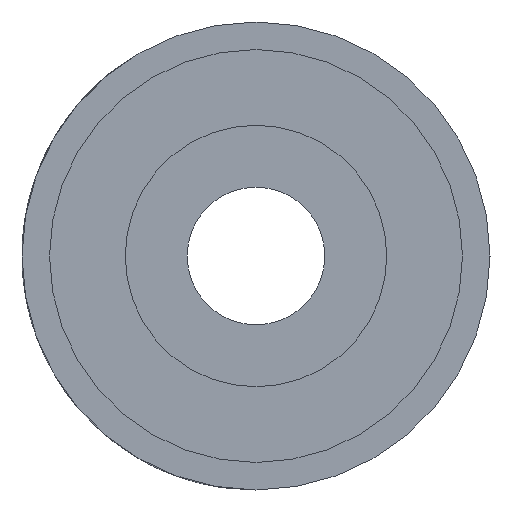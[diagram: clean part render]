
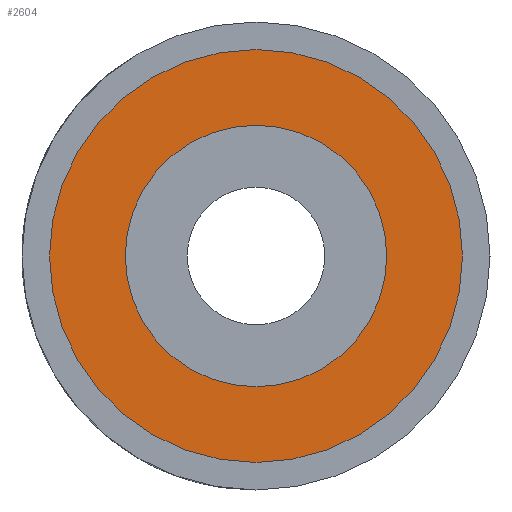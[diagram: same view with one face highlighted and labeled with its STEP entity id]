
A CAD part, left-side view. The second image highlights one B-rep face of the part: STEP entity #2604.
In plain terms, the highlighted planar face has unit normal (-1, 0, 0).
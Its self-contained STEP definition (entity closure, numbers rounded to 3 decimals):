
#28 = AXIS2_PLACEMENT_3D ( 'NONE', #5340, #1105, #3384 ) ;
#139 = FACE_BOUND ( 'NONE', #5380, .T. ) ;
#603 = DIRECTION ( 'NONE',  ( 0., 0., -1. ) ) ;
#959 = CIRCLE ( 'NONE', #6383, 7.5 ) ;
#1105 = DIRECTION ( 'NONE',  ( 1., 0., 0. ) ) ;
#1136 = ORIENTED_EDGE ( 'NONE', *, *, #1742, .T. ) ;
#1443 = ORIENTED_EDGE ( 'NONE', *, *, #6641, .T. ) ;
#1742 = EDGE_CURVE ( 'NONE', #4788, #2307, #4205, .T. ) ;
#1774 = CARTESIAN_POINT ( 'NONE',  ( 0., 0., 4.75 ) ) ;
#1848 = DIRECTION ( 'NONE',  ( 0., 0., 1. ) ) ;
#2180 = CIRCLE ( 'NONE', #5160, 4.75 ) ;
#2277 = DIRECTION ( 'NONE',  ( 0., 0., 1. ) ) ;
#2307 = VERTEX_POINT ( 'NONE', #2397 ) ;
#2373 = PLANE ( 'NONE',  #28 ) ;
#2397 = CARTESIAN_POINT ( 'NONE',  ( 0., 0., -7.5 ) ) ;
#2604 = ADVANCED_FACE ( 'NONE', ( #139, #5535 ), #2373, .F. ) ;
#2922 = DIRECTION ( 'NONE',  ( -1., 0., 0. ) ) ;
#3348 = EDGE_LOOP ( 'NONE', ( #1136, #1443 ) ) ;
#3361 = CARTESIAN_POINT ( 'NONE',  ( 0., 0., 0. ) ) ;
#3384 = DIRECTION ( 'NONE',  ( 0., 0., -1. ) ) ;
#3669 = EDGE_CURVE ( 'NONE', #8290, #5971, #7484, .T. ) ;
#4205 = CIRCLE ( 'NONE', #9309, 7.5 ) ;
#4788 = VERTEX_POINT ( 'NONE', #8533 ) ;
#5160 = AXIS2_PLACEMENT_3D ( 'NONE', #7387, #9596, #7480 ) ;
#5340 = CARTESIAN_POINT ( 'NONE',  ( 0., 0., 0. ) ) ;
#5380 = EDGE_LOOP ( 'NONE', ( #7051, #7327 ) ) ;
#5535 = FACE_OUTER_BOUND ( 'NONE', #3348, .T. ) ;
#5710 = EDGE_CURVE ( 'NONE', #5971, #8290, #2180, .T. ) ;
#5971 = VERTEX_POINT ( 'NONE', #7852 ) ;
#6383 = AXIS2_PLACEMENT_3D ( 'NONE', #7430, #8207, #2277 ) ;
#6391 = AXIS2_PLACEMENT_3D ( 'NONE', #6527, #2922, #603 ) ;
#6424 = DIRECTION ( 'NONE',  ( -1., 0., 0. ) ) ;
#6527 = CARTESIAN_POINT ( 'NONE',  ( 0., 0., 0. ) ) ;
#6641 = EDGE_CURVE ( 'NONE', #2307, #4788, #959, .T. ) ;
#7051 = ORIENTED_EDGE ( 'NONE', *, *, #3669, .F. ) ;
#7327 = ORIENTED_EDGE ( 'NONE', *, *, #5710, .F. ) ;
#7387 = CARTESIAN_POINT ( 'NONE',  ( 0., 0., 0. ) ) ;
#7430 = CARTESIAN_POINT ( 'NONE',  ( 0., 0., 0. ) ) ;
#7480 = DIRECTION ( 'NONE',  ( 0., 0., -1. ) ) ;
#7484 = CIRCLE ( 'NONE', #6391, 4.75 ) ;
#7852 = CARTESIAN_POINT ( 'NONE',  ( 0., 0., -4.75 ) ) ;
#8207 = DIRECTION ( 'NONE',  ( -1., 0., 0. ) ) ;
#8290 = VERTEX_POINT ( 'NONE', #1774 ) ;
#8533 = CARTESIAN_POINT ( 'NONE',  ( 0., 0., 7.5 ) ) ;
#9309 = AXIS2_PLACEMENT_3D ( 'NONE', #3361, #6424, #1848 ) ;
#9596 = DIRECTION ( 'NONE',  ( -1., 0., 0. ) ) ;
